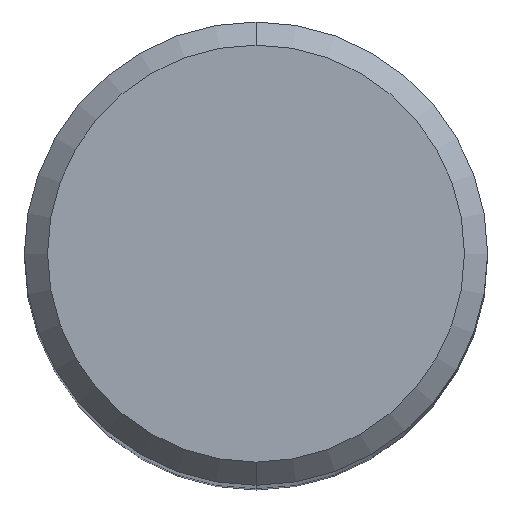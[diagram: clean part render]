
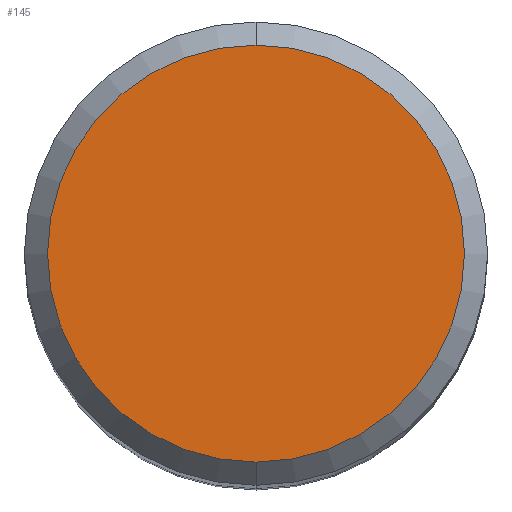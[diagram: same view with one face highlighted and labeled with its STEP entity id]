
A CAD part, top view. The second image highlights one B-rep face of the part: STEP entity #145.
In plain terms, the highlighted planar face has unit normal (0, 0, 1).
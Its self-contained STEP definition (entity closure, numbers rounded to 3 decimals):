
#145=ADVANCED_FACE('',(#299),#300,.T.);
#161=EDGE_CURVE('',#187,#167,#321,.T.);
#167=VERTEX_POINT('',#328);
#177=EDGE_CURVE('',#167,#187,#338,.T.);
#187=VERTEX_POINT('',#350);
#299=FACE_OUTER_BOUND('',#479,.T.);
#300=PLANE('',#480);
#321=CIRCLE('',#503,4.5);
#328=CARTESIAN_POINT('',(0.0,4.5,0.0));
#338=CIRCLE('',#527,4.5);
#350=CARTESIAN_POINT('',(0.,-4.5,0.0));
#479=EDGE_LOOP('',(#654,#655));
#480=AXIS2_PLACEMENT_3D('',#656,#657,#658);
#503=AXIS2_PLACEMENT_3D('',#699,#700,#701);
#527=AXIS2_PLACEMENT_3D('',#718,#719,#720);
#654=ORIENTED_EDGE('',*,*,#177,.F.);
#655=ORIENTED_EDGE('',*,*,#161,.F.);
#656=CARTESIAN_POINT('',(0.0,2.25,0.0));
#657=DIRECTION('',(-0.0,0.0,1.0));
#658=DIRECTION('',(0.0,-1.0,0.0));
#699=CARTESIAN_POINT('',(0.0,0.0,0.0));
#700=DIRECTION('',(0.0,0.0,-1.0));
#701=DIRECTION('',(0.0,1.0,0.0));
#718=CARTESIAN_POINT('',(0.0,0.0,0.0));
#719=DIRECTION('',(0.0,0.0,-1.0));
#720=DIRECTION('',(0.0,1.0,0.0));
